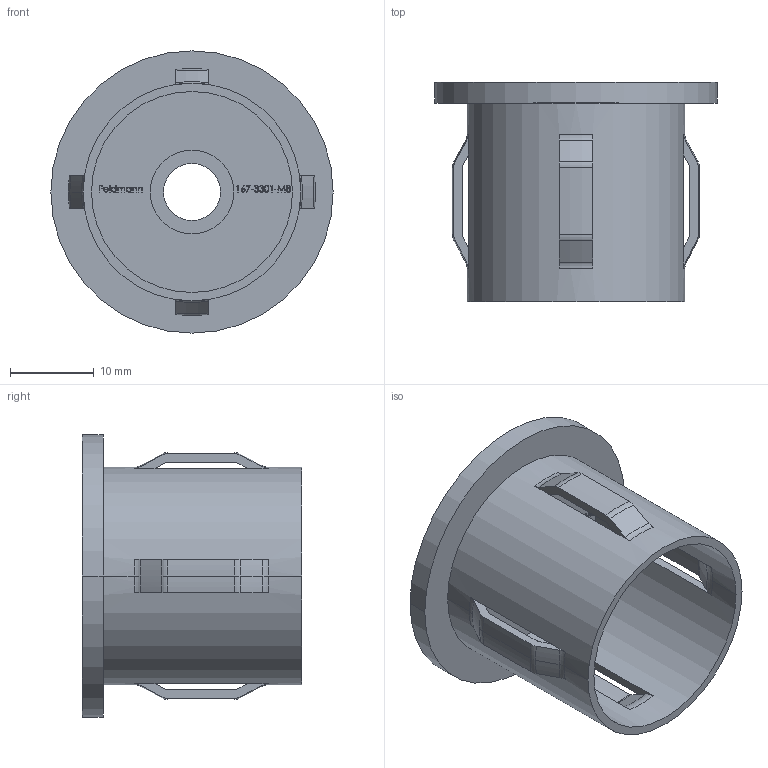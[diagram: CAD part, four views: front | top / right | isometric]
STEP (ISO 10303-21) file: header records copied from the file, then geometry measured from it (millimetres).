
FILE_DESCRIPTION (( 'STEP AP203' ), '1' );
FILE_NAME ('167-3301-M8.step', '2019-09-16T06:56:57', ( '' ), ( '' ), 'SwSTEP 2.0', 'SolidWorks 2015', '' );
FILE_SCHEMA (( 'CONFIG_CONTROL_DESIGN' ));
Length unit declared in the file: millimetre
Products named in the file (1): 167-3301-M8
Bounding box: 33.7 x 26.2 x 33.7 mm (x, y, z)
Volume: 4119.8 mm3; surface area: 6137.2 mm2
Topology: 1 solids, 1 shells, 342 faces, 939 edges, 616 vertices
Faces by surface type: plane 149, bspline 111, torus 40, cone 22, cylinder 20
Entity records: 16980 total; most frequent: CARTESIAN_POINT 9065, ORIENTED_EDGE 1878, DIRECTION 1187, EDGE_CURVE 939, VERTEX_POINT 616, LINE 487, VECTOR 487, EDGE_LOOP 377
